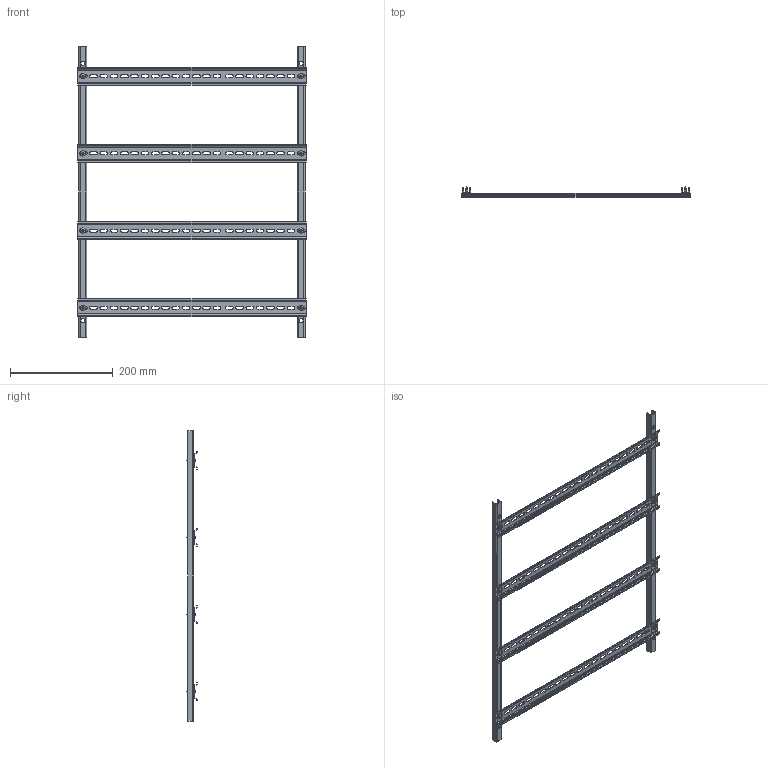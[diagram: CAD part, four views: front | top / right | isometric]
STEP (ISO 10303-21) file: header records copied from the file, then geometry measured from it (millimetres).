
FILE_DESCRIPTION (( 'STEP AP214' ), '1' );
FILE_NAME ('mb65-3r.STEP', '2022-02-06T19:57:00', ( '' ), ( '' ), 'SwSTEP 2.0', 'SolidWorks 2021', '' );
FILE_SCHEMA (( 'AUTOMOTIVE_DESIGN' ));
Length unit declared in the file: millimetre
Products named in the file (4): ÌÈ-940.07.00.001 Ðåéêà âåðòèêàëüíàÿ; Din-ðåéêà 50; mb65-3r; cross ph tapping 968_din_Screw DIN 968-ST4.2x13-C-H-N
Assembly tree (14 placements, depth 2):
  mb65-3r
    ÌÈ-940.07.00.001 Ðåéêà âåðòèêàëüíàÿ  x2
    Din-ðåéêà 50  x4
    cross ph tapping 968_din_Screw DIN 968-ST4.2x13-C-H-N  x8
Bounding box: 445 x 19.5 x 566 mm (x, y, z)
Volume: 116243.4 mm3; surface area: 231345.8 mm2
Topology: 14 solids, 14 shells, 876 faces, 2344 edges, 1496 vertices
Faces by surface type: plane 452, cylinder 392, cone 16, sphere 16
Entity records: 6848 total; most frequent: DIRECTION 1204, CARTESIAN_POINT 1165, ORIENTED_EDGE 1108, EDGE_CURVE 554, AXIS2_PLACEMENT_3D 432, VERTEX_POINT 353, LINE 340, VECTOR 340
